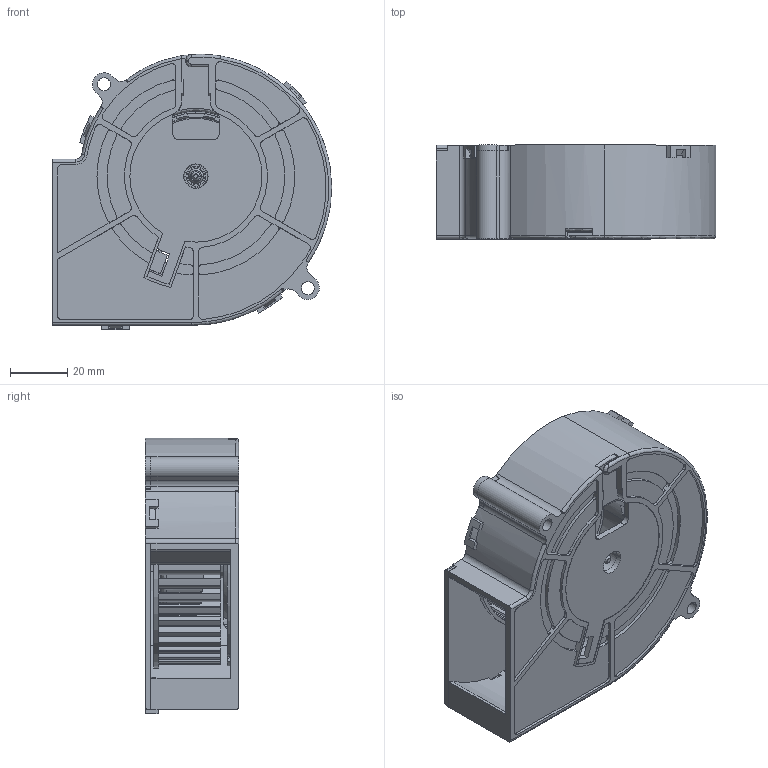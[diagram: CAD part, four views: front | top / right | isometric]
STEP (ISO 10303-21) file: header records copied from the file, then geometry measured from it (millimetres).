
FILE_DESCRIPTION (( 'STEP AP203' ), '1' );
FILE_NAME ('ODB9733_m0.stp', '2025-02-04T15:15:45', ( '' ), ( '' ), 'SwSTEP 2.0', 'SolidWorks 2018', '' );
FILE_SCHEMA (( 'CONFIG_CONTROL_DESIGN' ));
Length unit declared in the file: millimetre
Products named in the file (1): ODB9733_m0
Bounding box: 97.27 x 32.6 x 95.93 mm (x, y, z)
Volume: 64648.2 mm3; surface area: 82480.5 mm2
Topology: 4 solids, 4 shells, 1142 faces, 3465 edges, 2232 vertices
Faces by surface type: cylinder 576, plane 446, bspline 69, cone 50, torus 1
Entity records: 49423 total; most frequent: CARTESIAN_POINT 17829, ORIENTED_EDGE 6930, DIRECTION 6614, EDGE_CURVE 3465, AXIS2_PLACEMENT_3D 2419, VERTEX_POINT 2232, VECTOR 1776, LINE 1776
